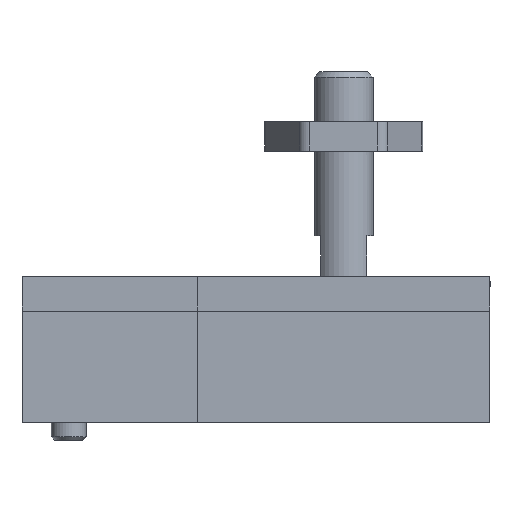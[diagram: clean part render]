
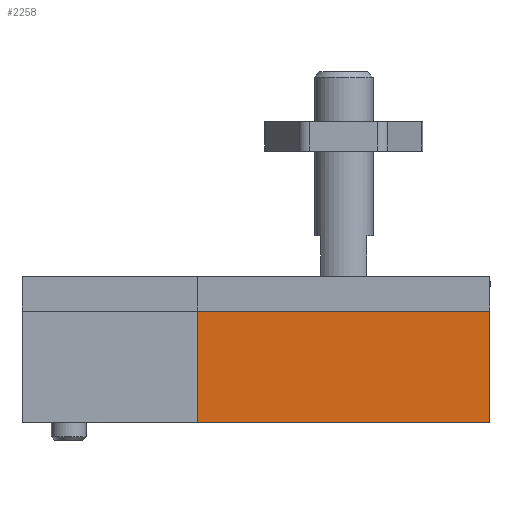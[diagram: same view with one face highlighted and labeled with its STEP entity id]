
A CAD part, front view. The second image highlights one B-rep face of the part: STEP entity #2258.
In plain terms, the highlighted planar face has unit normal (0, -1, 0).
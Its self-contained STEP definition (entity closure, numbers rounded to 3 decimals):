
#149=PLANE('',#2553);
#230=FACE_OUTER_BOUND('',#360,.T.);
#360=EDGE_LOOP('',(#1545,#1546,#1547,#1548));
#520=LINE('',#3498,#702);
#526=LINE('',#3508,#708);
#530=LINE('',#3520,#712);
#531=LINE('',#3521,#713);
#702=VECTOR('',#2821,10.);
#708=VECTOR('',#2829,10.);
#712=VECTOR('',#2839,10.);
#713=VECTOR('',#2840,10.);
#982=VERTEX_POINT('',#3494);
#984=VERTEX_POINT('',#3497);
#987=VERTEX_POINT('',#3507);
#992=VERTEX_POINT('',#3519);
#1203=EDGE_CURVE('',#984,#982,#520,.T.);
#1209=EDGE_CURVE('',#984,#987,#526,.T.);
#1215=EDGE_CURVE('',#992,#982,#530,.T.);
#1216=EDGE_CURVE('',#992,#987,#531,.T.);
#1545=ORIENTED_EDGE('',*,*,#1203,.T.);
#1546=ORIENTED_EDGE('',*,*,#1215,.F.);
#1547=ORIENTED_EDGE('',*,*,#1216,.T.);
#1548=ORIENTED_EDGE('',*,*,#1209,.F.);
#2258=ADVANCED_FACE('',(#230),#149,.T.);
#2553=AXIS2_PLACEMENT_3D('',#3518,#2837,#2838);
#2821=DIRECTION('',(-1.,0.,0.));
#2829=DIRECTION('',(0.,0.,-1.));
#2837=DIRECTION('center_axis',(0.,-1.,0.));
#2838=DIRECTION('ref_axis',(0.,0.,1.));
#2839=DIRECTION('',(0.,0.,1.));
#2840=DIRECTION('',(1.,0.,0.));
#3494=CARTESIAN_POINT('',(-25.,-11.5,19.));
#3497=CARTESIAN_POINT('',(25.,-11.5,19.));
#3498=CARTESIAN_POINT('',(12.5,-11.5,19.));
#3507=CARTESIAN_POINT('',(25.,-11.5,0.));
#3508=CARTESIAN_POINT('',(25.,-11.5,25.));
#3518=CARTESIAN_POINT('Origin',(0.,-11.5,0.));
#3519=CARTESIAN_POINT('',(-25.,-11.5,0.));
#3520=CARTESIAN_POINT('',(-25.,-11.5,25.));
#3521=CARTESIAN_POINT('',(0.,-11.5,0.));
